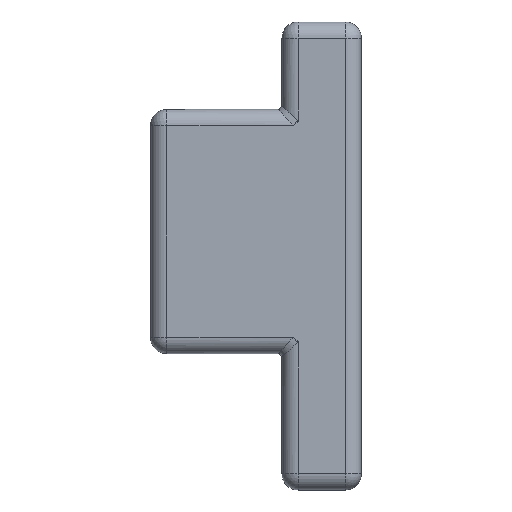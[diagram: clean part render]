
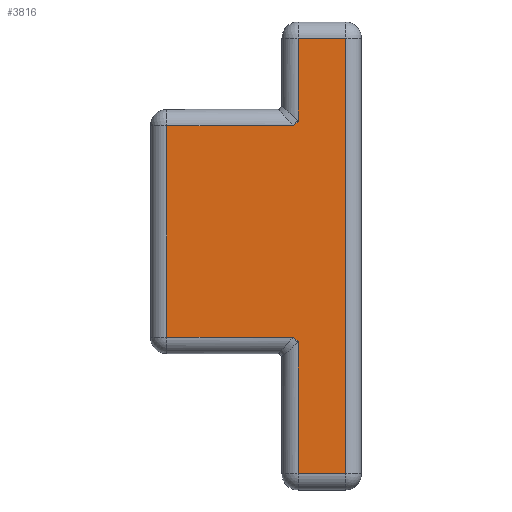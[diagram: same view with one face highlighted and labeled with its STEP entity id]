
A CAD part, top view. The second image highlights one B-rep face of the part: STEP entity #3816.
In plain terms, the highlighted planar face has unit normal (0, 0, 1).
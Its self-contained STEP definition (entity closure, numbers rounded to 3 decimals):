
#166=PLANE('',#4202);
#434=FACE_OUTER_BOUND('',#662,.T.);
#662=EDGE_LOOP('',(#3509,#3510,#3511,#3512,#3513,#3514,#3515,#3516,#3517,
#3518));
#922=LINE('',#5794,#1272);
#1071=LINE('',#6134,#1421);
#1075=LINE('',#6168,#1425);
#1076=LINE('',#6187,#1426);
#1078=LINE('',#6206,#1428);
#1108=LINE('',#6537,#1458);
#1109=LINE('',#6603,#1459);
#1125=LINE('',#6750,#1475);
#1126=LINE('',#6783,#1476);
#1131=LINE('',#6858,#1481);
#1272=VECTOR('',#4589,10.);
#1421=VECTOR('',#4916,10.);
#1425=VECTOR('',#4936,10.);
#1426=VECTOR('',#4941,10.);
#1428=VECTOR('',#4971,10.);
#1458=VECTOR('',#5199,10.);
#1459=VECTOR('',#5202,10.);
#1475=VECTOR('',#5234,10.);
#1476=VECTOR('',#5235,10.);
#1481=VECTOR('',#5296,10.);
#1665=VERTEX_POINT('',#5778);
#1668=VERTEX_POINT('',#5790);
#1768=VERTEX_POINT('',#6128);
#1770=VERTEX_POINT('',#6132);
#1775=VERTEX_POINT('',#6165);
#1776=VERTEX_POINT('',#6167);
#1779=VERTEX_POINT('',#6204);
#1835=VERTEX_POINT('',#6536);
#1839=VERTEX_POINT('',#6586);
#1846=VERTEX_POINT('',#6749);
#2065=EDGE_CURVE('',#1668,#1665,#922,.T.);
#2232=EDGE_CURVE('',#1770,#1768,#1071,.T.);
#2242=EDGE_CURVE('',#1775,#1776,#1075,.T.);
#2245=EDGE_CURVE('',#1768,#1775,#1076,.T.);
#2255=EDGE_CURVE('',#1779,#1770,#1078,.T.);
#2358=EDGE_CURVE('',#1665,#1835,#1108,.T.);
#2363=EDGE_CURVE('',#1839,#1779,#1109,.T.);
#2383=EDGE_CURVE('',#1776,#1846,#1125,.T.);
#2385=EDGE_CURVE('',#1835,#1839,#1126,.T.);
#2410=EDGE_CURVE('',#1846,#1668,#1131,.T.);
#3509=ORIENTED_EDGE('',*,*,#2410,.F.);
#3510=ORIENTED_EDGE('',*,*,#2383,.F.);
#3511=ORIENTED_EDGE('',*,*,#2242,.F.);
#3512=ORIENTED_EDGE('',*,*,#2245,.F.);
#3513=ORIENTED_EDGE('',*,*,#2232,.F.);
#3514=ORIENTED_EDGE('',*,*,#2255,.F.);
#3515=ORIENTED_EDGE('',*,*,#2363,.F.);
#3516=ORIENTED_EDGE('',*,*,#2385,.F.);
#3517=ORIENTED_EDGE('',*,*,#2358,.F.);
#3518=ORIENTED_EDGE('',*,*,#2065,.F.);
#3816=ADVANCED_FACE('',(#434),#166,.F.);
#4202=AXIS2_PLACEMENT_3D('',#6859,#5297,#5298);
#4589=DIRECTION('',(0.,1.,0.));
#4916=DIRECTION('',(0.,-1.,0.));
#4936=DIRECTION('',(0.,1.,0.));
#4941=DIRECTION('',(-1.,0.,0.));
#4971=DIRECTION('',(1.,0.,0.));
#5199=DIRECTION('',(1.,0.,0.));
#5202=DIRECTION('',(0.,1.,0.));
#5234=DIRECTION('',(-0.707,0.707,0.));
#5235=DIRECTION('',(0.707,0.707,0.));
#5296=DIRECTION('',(-1.,0.,0.));
#5297=DIRECTION('center_axis',(0.,0.,-1.));
#5298=DIRECTION('ref_axis',(1.,0.,0.));
#5778=CARTESIAN_POINT('',(-10.942,13.15,14.));
#5790=CARTESIAN_POINT('',(-10.942,-12.85,14.));
#5794=CARTESIAN_POINT('',(-10.942,-5.6,14.));
#6128=CARTESIAN_POINT('',(10.981,-29.6,14.));
#6132=CARTESIAN_POINT('',(10.981,23.9,14.));
#6134=CARTESIAN_POINT('',(10.981,-26.35,14.));
#6165=CARTESIAN_POINT('',(5.2,-29.6,14.));
#6167=CARTESIAN_POINT('',(5.2,-13.415,14.));
#6168=CARTESIAN_POINT('',(5.2,-26.35,14.));
#6187=CARTESIAN_POINT('',(5.225,-29.6,14.));
#6204=CARTESIAN_POINT('',(5.2,23.9,14.));
#6206=CARTESIAN_POINT('',(5.225,23.9,14.));
#6536=CARTESIAN_POINT('',(4.635,13.15,14.));
#6537=CARTESIAN_POINT('',(0.179,13.15,14.));
#6586=CARTESIAN_POINT('',(5.2,13.715,14.));
#6603=CARTESIAN_POINT('',(5.2,-26.35,14.));
#6749=CARTESIAN_POINT('',(4.635,-12.85,14.));
#6750=CARTESIAN_POINT('',(4.918,-13.132,14.));
#6783=CARTESIAN_POINT('',(4.918,13.432,14.));
#6858=CARTESIAN_POINT('',(-5.692,-12.85,14.));
#6859=CARTESIAN_POINT('Origin',(5.95,-26.35,14.));
